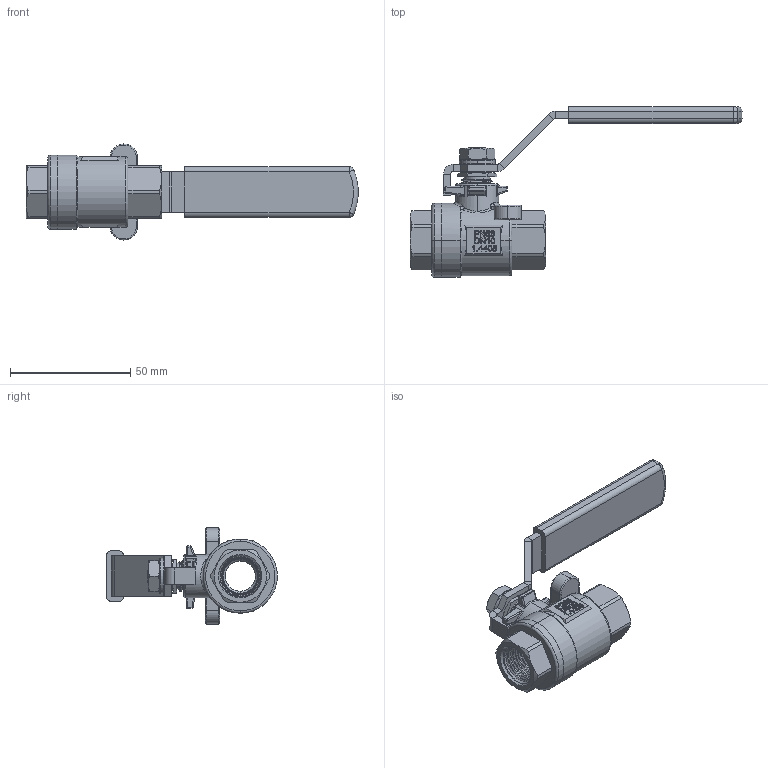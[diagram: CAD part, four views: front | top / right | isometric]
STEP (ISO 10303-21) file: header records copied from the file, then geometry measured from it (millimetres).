
FILE_DESCRIPTION (( 'STEP AP203' ), '1' );
FILE_NAME ('JV-20B-無掛鎖-藍.STEP', '2012-08-01T01:30:04', ( 'TULIPA' ), ( 'TULIPA' ), 'SwSTEP 2.0', 'SolidWorks 2005179', '' );
FILE_SCHEMA (( 'CONFIG_CONTROL_DESIGN' ));
Products named in the file (1): JV-20B-無掛鎖-藍
Bounding box: 137.82 x 70.9 x 39.9 mm (x, y, z)
Volume: 41623.4 mm3; surface area: 33637.6 mm2
Topology: 16 solids, 16 shells, 827 faces, 2072 edges, 1286 vertices
Faces by surface type: plane 266, cylinder 209, bspline 169, cone 117, torus 42, sphere 24
Entity records: 58276 total; most frequent: CARTESIAN_POINT 40239, ORIENTED_EDGE 4084, DIRECTION 3192, EDGE_CURVE 2042, VERTEX_POINT 1282, AXIS2_PLACEMENT_3D 1157, EDGE_LOOP 892, VECTOR 878
